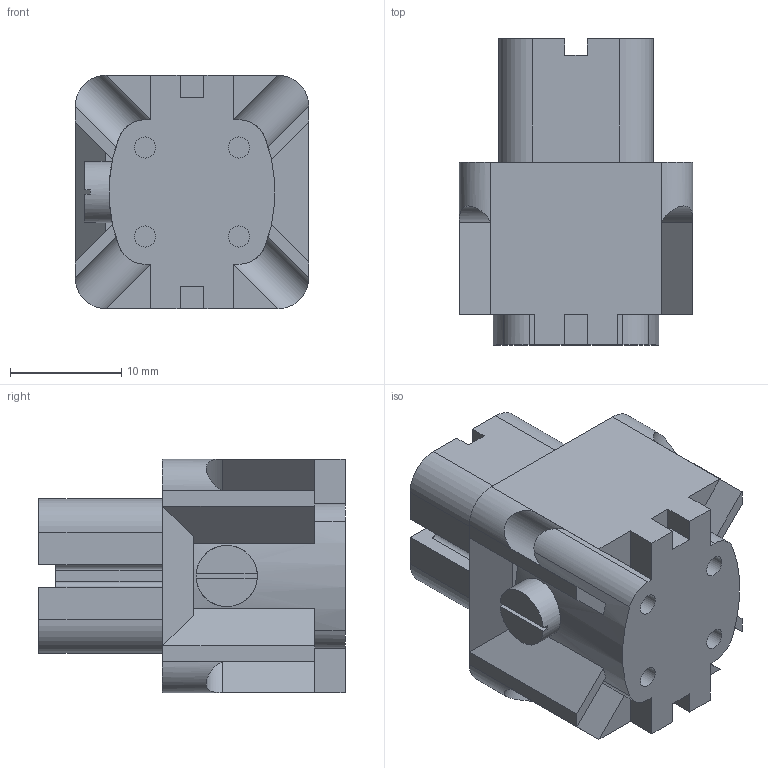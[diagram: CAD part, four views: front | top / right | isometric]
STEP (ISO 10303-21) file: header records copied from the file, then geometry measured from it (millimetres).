
FILE_DESCRIPTION (( 'STEP AP214' ), '1' );
FILE_NAME ('ZP-3A-3-FS-INSERT.STEP', '2011-11-18T20:23:45', ( '.ADC' ), ( 'ADC' ), 'SwSTEP 2.0', 'SolidWorks 2011', '' );
FILE_SCHEMA (( 'AUTOMOTIVE_DESIGN' ));
Length unit declared in the file: millimetre
Products named in the file (1): ZP-3A-3-FS-INSERT
Bounding box: 21 x 27.55 x 21 mm (x, y, z)
Volume: 7022.9 mm3; surface area: 3387.6 mm2
Topology: 1 solids, 1 shells, 114 faces, 302 edges, 200 vertices
Faces by surface type: plane 81, cylinder 33
Full cylindrical faces by diameter (mm): 1.9 x7, 3.5 x1, 5.5 x1
Entity records: 3687 total; most frequent: CARTESIAN_POINT 841, ORIENTED_EDGE 584, DIRECTION 561, EDGE_CURVE 292, VECTOR 219, LINE 219, VERTEX_POINT 199, AXIS2_PLACEMENT_3D 171
